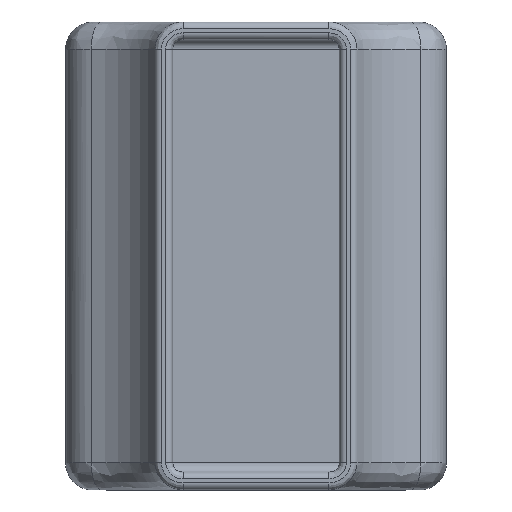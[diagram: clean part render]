
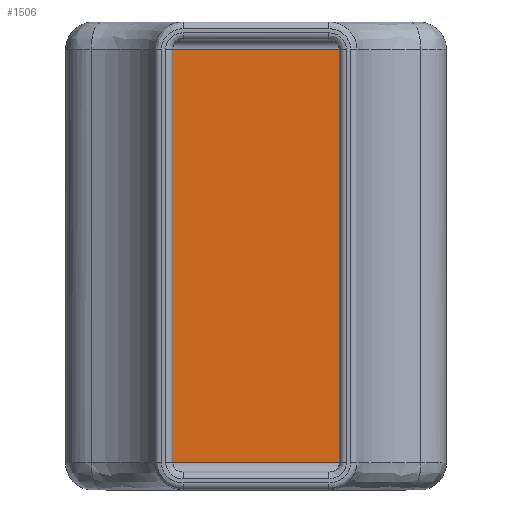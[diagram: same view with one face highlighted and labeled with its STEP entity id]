
A CAD part, top view. The second image highlights one B-rep face of the part: STEP entity #1506.
In plain terms, the highlighted free-form (B-spline) face has degree [1, 1] with [2, 2] control points.
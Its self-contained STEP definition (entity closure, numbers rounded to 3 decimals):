
#1179 = VERTEX_POINT('',#1180);
#1180 = CARTESIAN_POINT('',(11.507,2.092,
    1.36));
#1214 = EDGE_CURVE('',#1215,#1179,#1217,.T.);
#1215 = VERTEX_POINT('',#1216);
#1216 = CARTESIAN_POINT('',(11.507,33.893,
    1.36));
#1217 = B_SPLINE_CURVE_WITH_KNOTS('',1,(#1218,#1219),.UNSPECIFIED.,.F.,
  .F.,(2,2),(-32.4,-2.),.PIECEWISE_BEZIER_KNOTS.);
#1218 = CARTESIAN_POINT('',(11.507,33.893,
    1.36));
#1219 = CARTESIAN_POINT('',(11.507,2.092,
    1.36));
#1462 = VERTEX_POINT('',#1463);
#1463 = CARTESIAN_POINT('',(-11.507,2.092,
    1.36));
#1489 = EDGE_CURVE('',#1462,#1179,#1490,.T.);
#1490 = B_SPLINE_CURVE_WITH_KNOTS('',1,(#1491,#1492),.UNSPECIFIED.,.F.,
  .F.,(2,2),(-7.5,14.5),.PIECEWISE_BEZIER_KNOTS.);
#1491 = CARTESIAN_POINT('',(-11.507,2.092,
    1.36));
#1492 = CARTESIAN_POINT('',(11.507,2.092,
    1.36));
#1506 = ADVANCED_FACE('',(#1507),#1523,.F.);
#1507 = FACE_BOUND('',#1508,.T.);
#1508 = EDGE_LOOP('',(#1509,#1510,#1511,#1518));
#1509 = ORIENTED_EDGE('',*,*,#1489,.T.);
#1510 = ORIENTED_EDGE('',*,*,#1214,.F.);
#1511 = ORIENTED_EDGE('',*,*,#1512,.T.);
#1512 = EDGE_CURVE('',#1215,#1513,#1515,.T.);
#1513 = VERTEX_POINT('',#1514);
#1514 = CARTESIAN_POINT('',(-11.507,33.893,
    1.36));
#1515 = B_SPLINE_CURVE_WITH_KNOTS('',1,(#1516,#1517),.UNSPECIFIED.,.F.,
  .F.,(2,2),(-14.5,7.5),.PIECEWISE_BEZIER_KNOTS.);
#1516 = CARTESIAN_POINT('',(11.507,33.893,
    1.36));
#1517 = CARTESIAN_POINT('',(-11.507,33.893,
    1.36));
#1518 = ORIENTED_EDGE('',*,*,#1519,.T.);
#1519 = EDGE_CURVE('',#1513,#1462,#1520,.T.);
#1520 = B_SPLINE_CURVE_WITH_KNOTS('',1,(#1521,#1522),.UNSPECIFIED.,.F.,
  .F.,(2,2),(-32.4,-2.),.PIECEWISE_BEZIER_KNOTS.);
#1521 = CARTESIAN_POINT('',(-11.507,33.893,
    1.36));
#1522 = CARTESIAN_POINT('',(-11.507,2.092,
    1.36));
#1523 = B_SPLINE_SURFACE_WITH_KNOTS('',1,1,(
    (#1524,#1525)
    ,(#1526,#1527
    )),.UNSPECIFIED.,.F.,.F.,.F.,(2,2),(2,2),(-11.,11.),(2.,32.4),
  .PIECEWISE_BEZIER_KNOTS.);
#1524 = CARTESIAN_POINT('',(11.507,2.092,
    1.36));
#1525 = CARTESIAN_POINT('',(11.507,33.893,
    1.36));
#1526 = CARTESIAN_POINT('',(-11.507,2.092,
    1.36));
#1527 = CARTESIAN_POINT('',(-11.507,33.893,
    1.36));
